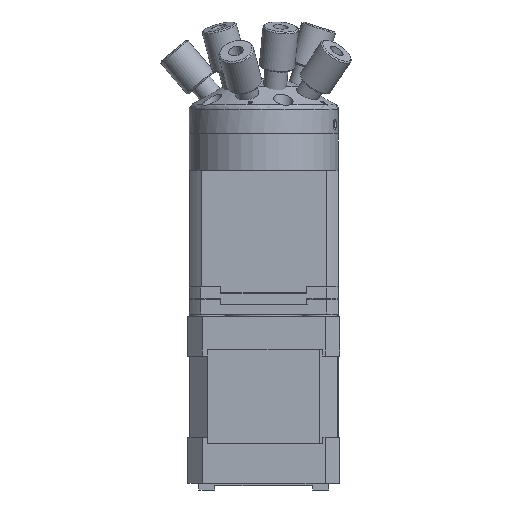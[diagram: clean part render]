
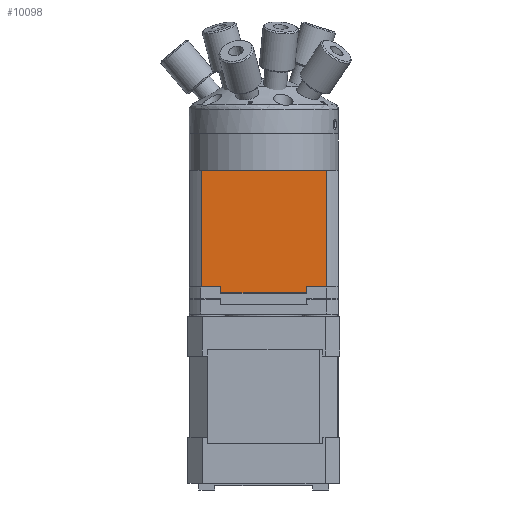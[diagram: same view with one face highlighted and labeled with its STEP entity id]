
A CAD part, front view. The second image highlights one B-rep face of the part: STEP entity #10098.
In plain terms, the highlighted planar face has unit normal (0, -1, 0).
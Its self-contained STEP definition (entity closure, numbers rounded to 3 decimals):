
#10008=CARTESIAN_POINT('',(38.246,0.317,8.193));
#10009=VERTEX_POINT('',#10008);
#10018=CARTESIAN_POINT('',(38.246,0.317,40.375));
#10019=VERTEX_POINT('',#10018);
#10027=CARTESIAN_POINT('',(38.246,0.317,8.193));
#10028=DIRECTION('',(0.0,0.0,1.0));
#10029=VECTOR('',#10028,32.182);
#10030=LINE('',#10027,#10029);
#10031=EDGE_CURVE('',#10009,#10019,#10030,.T.);
#10036=CARTESIAN_POINT('',(38.246,0.317,6.516));
#10037=DIRECTION('',(0.0,-1.0,0.0));
#10038=DIRECTION('',(0.0,0.0,-1.0));
#10039=AXIS2_PLACEMENT_3D('',#10036,#10037,#10038);
#10040=PLANE('',#10039);
#10041=CARTESIAN_POINT('',(32.835,0.317,8.193));
#10042=VERTEX_POINT('',#10041);
#10043=CARTESIAN_POINT('',(32.835,0.317,8.193));
#10044=DIRECTION('',(1.0,0.0,0.0));
#10045=VECTOR('',#10044,5.412);
#10046=LINE('',#10043,#10045);
#10047=EDGE_CURVE('',#10042,#10009,#10046,.T.);
#10048=ORIENTED_EDGE('',*,*,#10047,.T.);
#10049=ORIENTED_EDGE('',*,*,#10031,.T.);
#10050=CARTESIAN_POINT('',(3.664,0.317,40.375));
#10051=VERTEX_POINT('',#10050);
#10052=CARTESIAN_POINT('',(38.246,0.317,40.375));
#10053=DIRECTION('',(-1.0,0.0,0.0));
#10054=VECTOR('',#10053,34.583);
#10055=LINE('',#10052,#10054);
#10056=EDGE_CURVE('',#10019,#10051,#10055,.T.);
#10057=ORIENTED_EDGE('',*,*,#10056,.T.);
#10058=CARTESIAN_POINT('',(3.664,0.317,8.193));
#10059=VERTEX_POINT('',#10058);
#10060=CARTESIAN_POINT('',(3.664,0.317,8.193));
#10061=DIRECTION('',(0.0,0.0,1.0));
#10062=VECTOR('',#10061,32.182);
#10063=LINE('',#10060,#10062);
#10064=EDGE_CURVE('',#10059,#10051,#10063,.T.);
#10065=ORIENTED_EDGE('',*,*,#10064,.F.);
#10066=CARTESIAN_POINT('',(9.075,0.317,8.193));
#10067=VERTEX_POINT('',#10066);
#10068=CARTESIAN_POINT('',(3.664,0.317,8.193));
#10069=DIRECTION('',(1.0,0.0,0.0));
#10070=VECTOR('',#10069,5.412);
#10071=LINE('',#10068,#10070);
#10072=EDGE_CURVE('',#10059,#10067,#10071,.T.);
#10073=ORIENTED_EDGE('',*,*,#10072,.T.);
#10074=CARTESIAN_POINT('',(9.075,0.317,6.516));
#10075=VERTEX_POINT('',#10074);
#10076=CARTESIAN_POINT('',(9.075,0.317,8.193));
#10077=DIRECTION('',(0.0,0.0,-1.0));
#10078=VECTOR('',#10077,1.676);
#10079=LINE('',#10076,#10078);
#10080=EDGE_CURVE('',#10067,#10075,#10079,.T.);
#10081=ORIENTED_EDGE('',*,*,#10080,.T.);
#10082=CARTESIAN_POINT('',(32.835,0.317,6.516));
#10083=VERTEX_POINT('',#10082);
#10084=CARTESIAN_POINT('',(32.835,0.317,6.516));
#10085=DIRECTION('',(-1.0,0.0,0.0));
#10086=VECTOR('',#10085,23.76);
#10087=LINE('',#10084,#10086);
#10088=EDGE_CURVE('',#10083,#10075,#10087,.T.);
#10089=ORIENTED_EDGE('',*,*,#10088,.F.);
#10090=CARTESIAN_POINT('',(32.835,0.317,6.516));
#10091=DIRECTION('',(0.0,0.0,1.0));
#10092=VECTOR('',#10091,1.676);
#10093=LINE('',#10090,#10092);
#10094=EDGE_CURVE('',#10083,#10042,#10093,.T.);
#10095=ORIENTED_EDGE('',*,*,#10094,.T.);
#10096=EDGE_LOOP('',(#10048,#10049,#10057,#10065,#10073,#10081,#10089,#10095));
#10097=FACE_OUTER_BOUND('',#10096,.T.);
#10098=ADVANCED_FACE('',(#10097),#10040,.T.);
